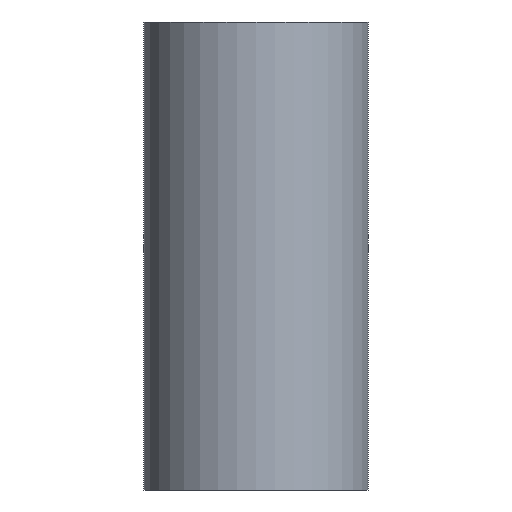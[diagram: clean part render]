
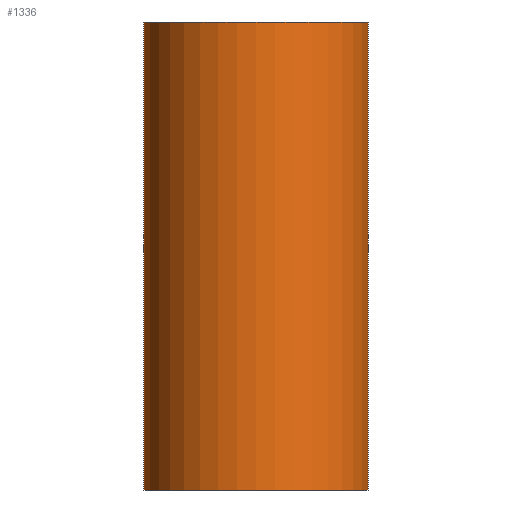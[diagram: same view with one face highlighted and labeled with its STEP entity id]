
A CAD part, front view. The second image highlights one B-rep face of the part: STEP entity #1336.
In plain terms, the highlighted cylindrical face has radius 38.1 mm (diameter 76.2 mm), a partial arc.
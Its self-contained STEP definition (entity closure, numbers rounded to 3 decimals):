
#17 = CARTESIAN_POINT ( 'NONE',  ( -38.1, 0., 79.4 ) ) ;
#81 = CARTESIAN_POINT ( 'NONE',  ( 0., 0., 79.4 ) ) ;
#100 = VERTEX_POINT ( 'NONE', #246 ) ;
#145 = VERTEX_POINT ( 'NONE', #1076 ) ;
#210 = ORIENTED_EDGE ( 'NONE', *, *, #1145, .F. ) ;
#218 = EDGE_CURVE ( 'NONE', #1159, #359, #229, .T. ) ;
#229 = LINE ( 'NONE', #17, #685 ) ;
#246 = CARTESIAN_POINT ( 'NONE',  ( 38.1, 0., 79.4 ) ) ;
#269 = DIRECTION ( 'NONE',  ( 1., 0., 0. ) ) ;
#278 = LINE ( 'NONE', #910, #947 ) ;
#290 = DIRECTION ( 'NONE',  ( 0., 0., -1. ) ) ;
#292 = AXIS2_PLACEMENT_3D ( 'NONE', #81, #917, #1340 ) ;
#330 = DIRECTION ( 'NONE',  ( 0., 0., -1. ) ) ;
#359 = VERTEX_POINT ( 'NONE', #899 ) ;
#369 = DIRECTION ( 'NONE',  ( 0., 0., 1. ) ) ;
#455 = ORIENTED_EDGE ( 'NONE', *, *, #218, .T. ) ;
#537 = CYLINDRICAL_SURFACE ( 'NONE', #549, 38.1 ) ;
#549 = AXIS2_PLACEMENT_3D ( 'NONE', #851, #971, #1174 ) ;
#641 = CIRCLE ( 'NONE', #292, 38.1 ) ;
#683 = FACE_OUTER_BOUND ( 'NONE', #890, .T. ) ;
#685 = VECTOR ( 'NONE', #330, 1000. ) ;
#781 = CARTESIAN_POINT ( 'NONE',  ( 0., 0., -79.4 ) ) ;
#836 = CIRCLE ( 'NONE', #1153, 38.1 ) ;
#849 = EDGE_CURVE ( 'NONE', #359, #145, #836, .T. ) ;
#851 = CARTESIAN_POINT ( 'NONE',  ( 0., 0., 79.4 ) ) ;
#890 = EDGE_LOOP ( 'NONE', ( #1056, #210, #455, #1262 ) ) ;
#899 = CARTESIAN_POINT ( 'NONE',  ( -38.1, 0., -79.4 ) ) ;
#910 = CARTESIAN_POINT ( 'NONE',  ( 38.1, 0., 79.4 ) ) ;
#917 = DIRECTION ( 'NONE',  ( 0., 0., 1. ) ) ;
#947 = VECTOR ( 'NONE', #290, 1000. ) ;
#971 = DIRECTION ( 'NONE',  ( 0., 0., -1. ) ) ;
#1056 = ORIENTED_EDGE ( 'NONE', *, *, #1075, .F. ) ;
#1075 = EDGE_CURVE ( 'NONE', #100, #145, #278, .T. ) ;
#1076 = CARTESIAN_POINT ( 'NONE',  ( 38.1, 0., -79.4 ) ) ;
#1118 = CARTESIAN_POINT ( 'NONE',  ( -38.1, 0., 79.4 ) ) ;
#1145 = EDGE_CURVE ( 'NONE', #1159, #100, #641, .T. ) ;
#1153 = AXIS2_PLACEMENT_3D ( 'NONE', #781, #369, #269 ) ;
#1159 = VERTEX_POINT ( 'NONE', #1118 ) ;
#1174 = DIRECTION ( 'NONE',  ( -1., 0., 0. ) ) ;
#1262 = ORIENTED_EDGE ( 'NONE', *, *, #849, .T. ) ;
#1336 = ADVANCED_FACE ( 'NONE', ( #683 ), #537, .T. ) ;
#1340 = DIRECTION ( 'NONE',  ( 1., 0., 0. ) ) ;
